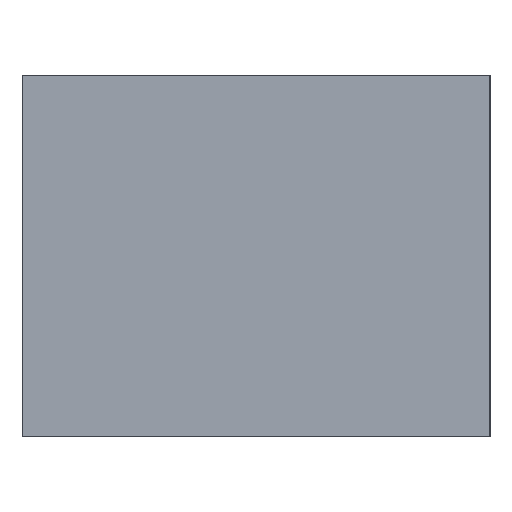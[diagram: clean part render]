
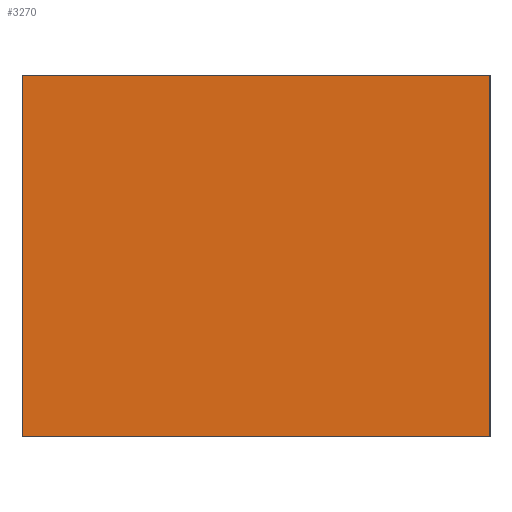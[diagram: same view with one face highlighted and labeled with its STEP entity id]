
A CAD part, left-side view. The second image highlights one B-rep face of the part: STEP entity #3270.
In plain terms, the highlighted planar face has unit normal (-1, 0, 0).
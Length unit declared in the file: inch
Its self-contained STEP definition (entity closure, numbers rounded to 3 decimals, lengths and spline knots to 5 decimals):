
#317=PLANE('',#3515);
#501=FACE_OUTER_BOUND('',#695,.T.);
#695=EDGE_LOOP('',(#2920,#2921,#2922,#2923));
#888=LINE('',#17121,#1090);
#897=LINE('',#17136,#1099);
#899=LINE('',#17140,#1101);
#900=LINE('',#17141,#1102);
#1090=VECTOR('',#4153,0.3937);
#1099=VECTOR('',#4168,0.3937);
#1101=VECTOR('',#4172,0.3937);
#1102=VECTOR('',#4173,0.3937);
#1476=VERTEX_POINT('',#17118);
#1477=VERTEX_POINT('',#17120);
#1480=VERTEX_POINT('',#17134);
#1481=VERTEX_POINT('',#17139);
#1958=EDGE_CURVE('',#1477,#1476,#888,.T.);
#1967=EDGE_CURVE('',#1476,#1480,#897,.T.);
#1969=EDGE_CURVE('',#1480,#1481,#899,.T.);
#1970=EDGE_CURVE('',#1481,#1477,#900,.T.);
#2920=ORIENTED_EDGE('',*,*,#1958,.T.);
#2921=ORIENTED_EDGE('',*,*,#1967,.T.);
#2922=ORIENTED_EDGE('',*,*,#1969,.T.);
#2923=ORIENTED_EDGE('',*,*,#1970,.T.);
#3270=ADVANCED_FACE('',(#501),#317,.T.);
#3515=AXIS2_PLACEMENT_3D('',#17138,#4170,#4171);
#4153=DIRECTION('',(0.,0.,-1.));
#4168=DIRECTION('',(0.,-1.,0.));
#4170=DIRECTION('center_axis',(-1.,0.,0.));
#4171=DIRECTION('ref_axis',(0.,0.,1.));
#4172=DIRECTION('',(0.,0.,1.));
#4173=DIRECTION('',(0.,1.,0.));
#17118=CARTESIAN_POINT('',(-2.5,0.97,-0.75));
#17120=CARTESIAN_POINT('',(-2.5,0.97,0.75));
#17121=CARTESIAN_POINT('',(-2.5,0.97,0.75));
#17134=CARTESIAN_POINT('',(-2.5,-0.97,-0.75));
#17136=CARTESIAN_POINT('',(-2.5,0.97,-0.75));
#17138=CARTESIAN_POINT('Origin',(-2.5,0.,0.));
#17139=CARTESIAN_POINT('',(-2.5,-0.97,0.75));
#17140=CARTESIAN_POINT('',(-2.5,-0.97,-0.75));
#17141=CARTESIAN_POINT('',(-2.5,-0.97,0.75));
